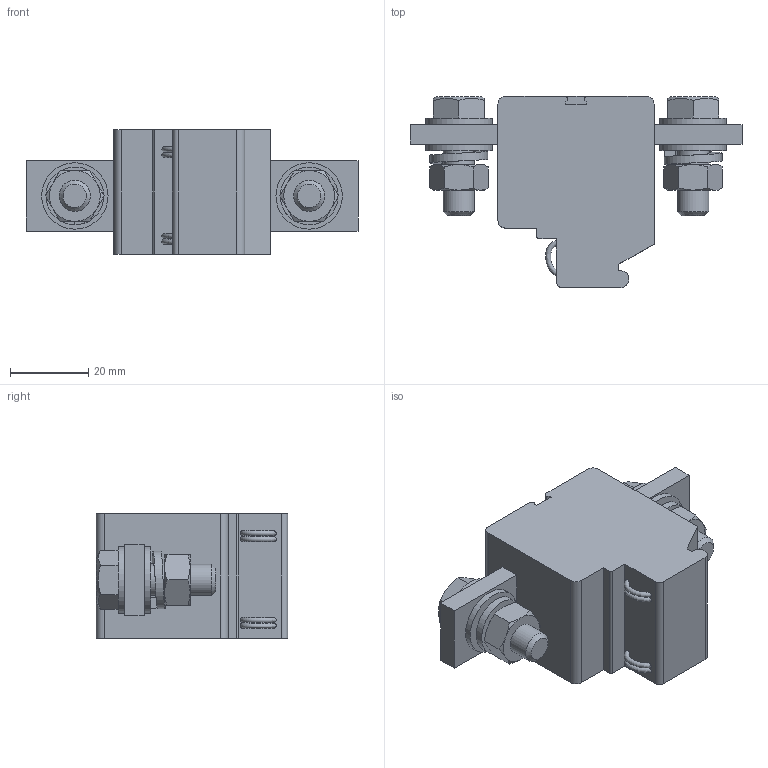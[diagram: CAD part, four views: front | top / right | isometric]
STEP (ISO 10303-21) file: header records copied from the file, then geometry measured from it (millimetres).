
FILE_DESCRIPTION(/* description */ ('Unknown'),/* implementation_level */ '2;1');
FILE_NAME(/* name */ 'CBT170_KH_3D',/* time_stamp */ '2019-11-13T12:25:56+06:00',/* author */ ('Unknown'),/* organization */ ('Unknown'),/* preprocessor_version */ 'ST-DEVELOPER v16.7',/* originating_system */ 'DEX',/* authorisation */ $);
FILE_SCHEMA (('AUTOMOTIVE_DESIGN {1 0 10303 214 3 1 1}'));
Length unit declared in the file: millimetre
Products named in the file (1): CBT170
Bounding box: 85 x 49 x 32 mm (x, y, z)
Volume: 63510.4 mm3; surface area: 16336.7 mm2
Topology: 3 solids, 3 shells, 153 faces, 418 edges, 279 vertices
Faces by surface type: plane 86, cylinder 31, cone 28, bspline 8
Full cylindrical faces by diameter (mm): 8 x6, 8.8 x2, 9 x4, 14.8 x2, 17 x4
Entity records: 7028 total; most frequent: CARTESIAN_POINT 2292, ORIENTED_EDGE 770, DIRECTION 681, EDGE_CURVE 385, VERTEX_POINT 268, AXIS2_PLACEMENT_3D 235, LINE 211, VECTOR 211
